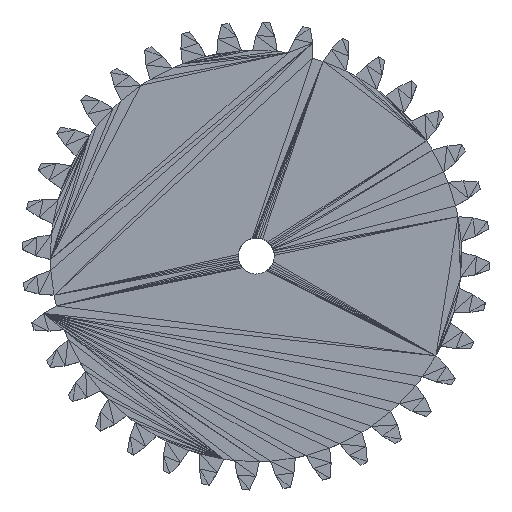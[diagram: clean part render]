
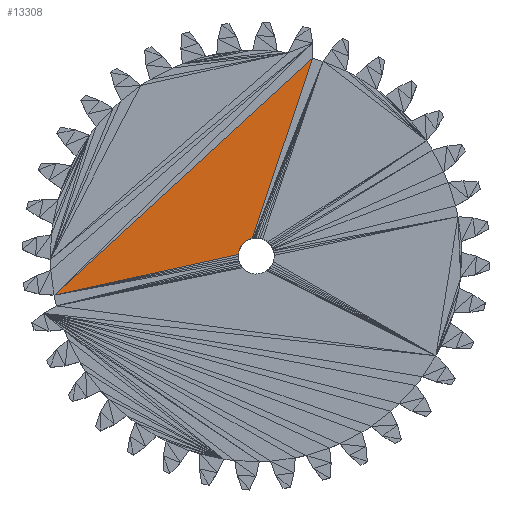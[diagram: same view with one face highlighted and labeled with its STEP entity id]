
A CAD part, top view. The second image highlights one B-rep face of the part: STEP entity #13308.
In plain terms, the highlighted planar face has unit normal (0, 0, 1).
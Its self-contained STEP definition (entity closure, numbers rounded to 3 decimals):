
#224=PLANE('',#14643);
#1332=FACE_OUTER_BOUND('',#2441,.T.);
#2441=EDGE_LOOP('',(#10358,#10359,#10360,#10361));
#3715=LINE('',#20997,#5348);
#3716=LINE('',#21000,#5349);
#3717=LINE('',#21001,#5350);
#5348=VECTOR('',#16767,10.);
#5349=VECTOR('',#16770,10.);
#5350=VECTOR('',#16771,10.);
#6755=CIRCLE('',#14489,0.775);
#7046=VERTEX_POINT('',#20517);
#7047=VERTEX_POINT('',#20518);
#7194=VERTEX_POINT('',#20993);
#7195=VERTEX_POINT('',#20999);
#7907=EDGE_CURVE('',#7046,#7047,#6755,.T.);
#8146=EDGE_CURVE('',#7194,#7046,#3715,.T.);
#8147=EDGE_CURVE('',#7047,#7195,#3716,.T.);
#8148=EDGE_CURVE('',#7194,#7195,#3717,.T.);
#10358=ORIENTED_EDGE('',*,*,#7907,.T.);
#10359=ORIENTED_EDGE('',*,*,#8147,.T.);
#10360=ORIENTED_EDGE('',*,*,#8148,.F.);
#10361=ORIENTED_EDGE('',*,*,#8146,.T.);
#13308=ADVANCED_FACE('',(#1332),#224,.T.);
#14489=AXIS2_PLACEMENT_3D('',#20519,#16282,#16283);
#14643=AXIS2_PLACEMENT_3D('',#20998,#16768,#16769);
#16282=DIRECTION('center_axis',(0.,0.,-1.));
#16283=DIRECTION('ref_axis',(-1.,0.,0.));
#16767=DIRECTION('',(0.976,0.216,0.));
#16768=DIRECTION('center_axis',(0.,0.,1.));
#16769=DIRECTION('ref_axis',(1.,0.,0.));
#16770=DIRECTION('',(0.317,0.948,0.));
#16771=DIRECTION('',(0.737,0.676,0.));
#20517=CARTESIAN_POINT('',(-0.622,0.088,1.278));
#20518=CARTESIAN_POINT('',(-0.026,0.775,1.278));
#20519=CARTESIAN_POINT('Origin',(0.15,0.02,1.278));
#20993=CARTESIAN_POINT('',(-8.537,-1.661,1.278));
#20997=CARTESIAN_POINT('',(-8.537,-1.661,1.278));
#20998=CARTESIAN_POINT('Origin',(-8.537,-1.661,1.278));
#20999=CARTESIAN_POINT('',(2.568,8.523,1.278));
#21000=CARTESIAN_POINT('',(-0.226,0.175,1.278));
#21001=CARTESIAN_POINT('',(-8.537,-1.661,1.278));
